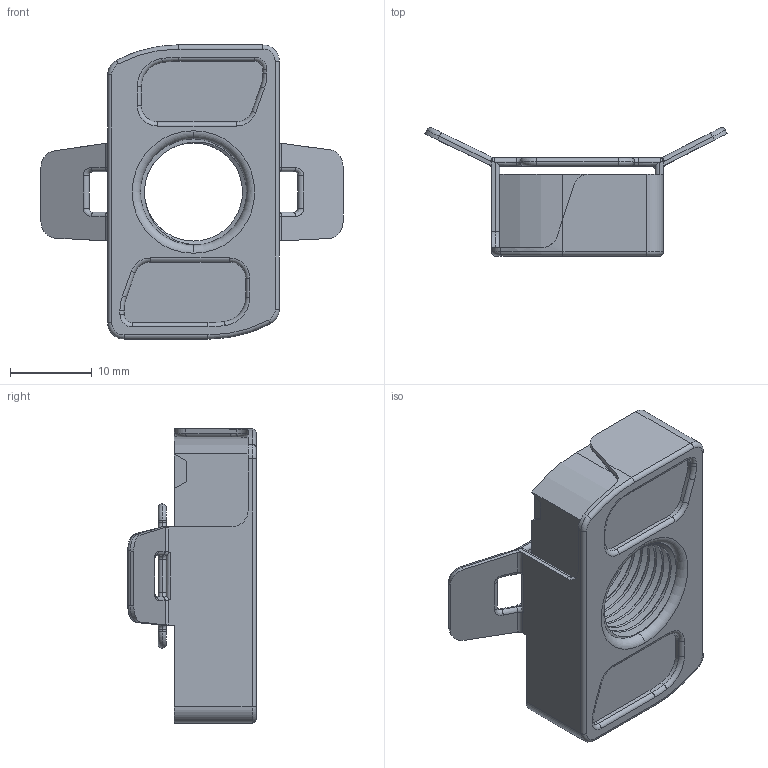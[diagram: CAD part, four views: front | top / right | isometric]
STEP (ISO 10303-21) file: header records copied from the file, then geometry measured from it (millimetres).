
FILE_DESCRIPTION (( 'STEP AP203' ), '1' );
FILE_NAME ('3D-R6640_M12_173486860.STEP', '2024-08-28T11:01:58', ( '' ), ( '' ), 'SwSTEP 2.0', 'SolidWorks 2024', '' );
FILE_SCHEMA (( 'CONFIG_CONTROL_DESIGN' ));
Length unit declared in the file: millimetre
Products named in the file (1): 3D-R6640_M12_173486860
Bounding box: 36.97 x 15.71 x 36 mm (x, y, z)
Volume: 5815.1 mm3; surface area: 5736.7 mm2
Topology: 2 solids, 2 shells, 370 faces, 946 edges, 578 vertices
Faces by surface type: cylinder 139, plane 137, torus 64, bspline 30
Entity records: 13133 total; most frequent: CARTESIAN_POINT 4348, ORIENTED_EDGE 1882, DIRECTION 1799, EDGE_CURVE 941, AXIS2_PLACEMENT_3D 644, VERTEX_POINT 578, LINE 511, VECTOR 511
